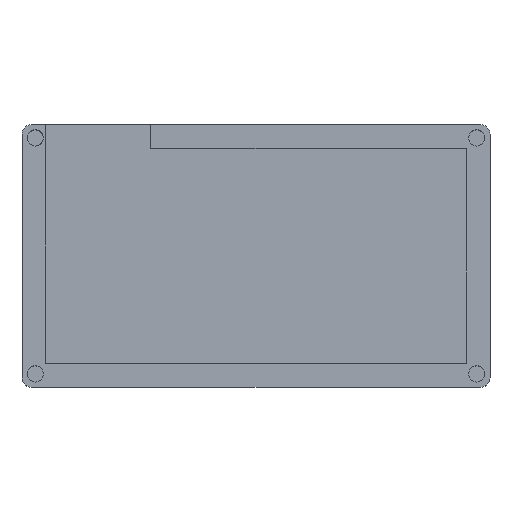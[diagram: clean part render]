
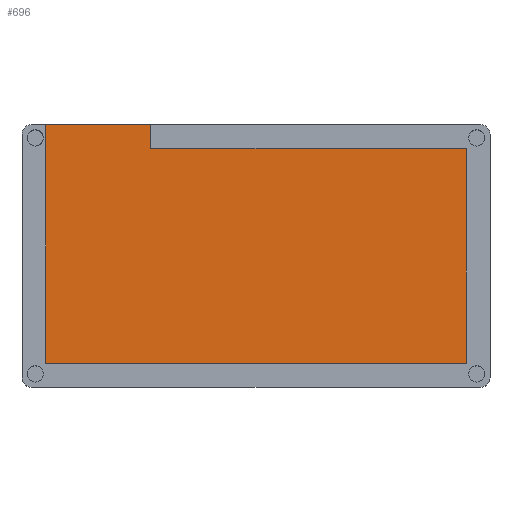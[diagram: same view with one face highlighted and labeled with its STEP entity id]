
A CAD part, top view. The second image highlights one B-rep face of the part: STEP entity #696.
In plain terms, the highlighted planar face has unit normal (0, 0, 1).
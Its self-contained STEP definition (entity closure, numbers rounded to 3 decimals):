
#243 = VERTEX_POINT('',#244);
#244 = CARTESIAN_POINT('',(-44.,27.5,3.));
#250 = EDGE_CURVE('',#251,#243,#253,.T.);
#251 = VERTEX_POINT('',#252);
#252 = CARTESIAN_POINT('',(-22.,27.5,3.));
#253 = LINE('',#254,#255);
#254 = CARTESIAN_POINT('',(-22.,27.5,3.));
#255 = VECTOR('',#256,1.);
#256 = DIRECTION('',(-1.,0.,0.));
#489 = VERTEX_POINT('',#490);
#490 = CARTESIAN_POINT('',(-44.,-22.5,3.));
#496 = EDGE_CURVE('',#489,#243,#497,.T.);
#497 = LINE('',#498,#499);
#498 = CARTESIAN_POINT('',(-44.,0.5,3.));
#499 = VECTOR('',#500,1.);
#500 = DIRECTION('',(0.,1.,0.));
#696 = ADVANCED_FACE('',(#697),#731,.T.);
#697 = FACE_BOUND('',#698,.T.);
#698 = EDGE_LOOP('',(#699,#707,#708,#709,#717,#725));
#699 = ORIENTED_EDGE('',*,*,#700,.T.);
#700 = EDGE_CURVE('',#701,#251,#703,.T.);
#701 = VERTEX_POINT('',#702);
#702 = CARTESIAN_POINT('',(-22.,22.5,3.));
#703 = LINE('',#704,#705);
#704 = CARTESIAN_POINT('',(-22.,0.5,3.));
#705 = VECTOR('',#706,1.);
#706 = DIRECTION('',(0.,1.,0.));
#707 = ORIENTED_EDGE('',*,*,#250,.T.);
#708 = ORIENTED_EDGE('',*,*,#496,.F.);
#709 = ORIENTED_EDGE('',*,*,#710,.T.);
#710 = EDGE_CURVE('',#489,#711,#713,.T.);
#711 = VERTEX_POINT('',#712);
#712 = CARTESIAN_POINT('',(44.,-22.5,3.));
#713 = LINE('',#714,#715);
#714 = CARTESIAN_POINT('',(-44.,-22.5,3.));
#715 = VECTOR('',#716,1.);
#716 = DIRECTION('',(1.,0.,0.));
#717 = ORIENTED_EDGE('',*,*,#718,.T.);
#718 = EDGE_CURVE('',#711,#719,#721,.T.);
#719 = VERTEX_POINT('',#720);
#720 = CARTESIAN_POINT('',(44.,22.5,3.));
#721 = LINE('',#722,#723);
#722 = CARTESIAN_POINT('',(44.,-22.5,3.));
#723 = VECTOR('',#724,1.);
#724 = DIRECTION('',(0.,1.,0.));
#725 = ORIENTED_EDGE('',*,*,#726,.T.);
#726 = EDGE_CURVE('',#719,#701,#727,.T.);
#727 = LINE('',#728,#729);
#728 = CARTESIAN_POINT('',(44.,22.5,3.));
#729 = VECTOR('',#730,1.);
#730 = DIRECTION('',(-1.,0.,0.));
#731 = PLANE('',#732);
#732 = AXIS2_PLACEMENT_3D('',#733,#734,#735);
#733 = CARTESIAN_POINT('',(-3.252,1.748,3.));
#734 = DIRECTION('',(0.,0.,1.));
#735 = DIRECTION('',(1.,0.,0.));
